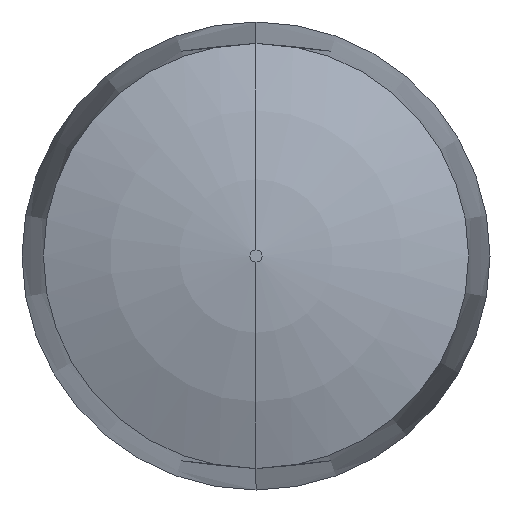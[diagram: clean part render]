
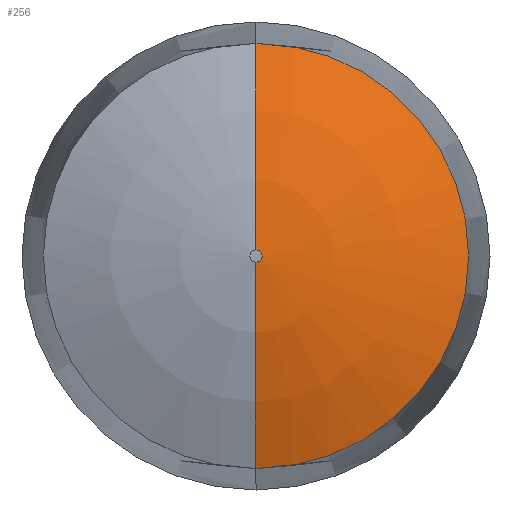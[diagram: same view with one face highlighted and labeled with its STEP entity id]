
A CAD part, left-side view. The second image highlights one B-rep face of the part: STEP entity #256.
In plain terms, the highlighted toroidal (fillet/blend) face has major radius 0.086 mm and minor radius 1.905 mm.
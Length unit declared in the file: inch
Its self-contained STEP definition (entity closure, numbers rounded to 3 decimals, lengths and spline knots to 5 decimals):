
#3 = VERTEX_POINT ( 'NONE', #234 ) ;
#124 = VERTEX_POINT ( 'NONE', #784 ) ;
#129 = CIRCLE ( 'NONE', #738, 0.00075 ) ;
#234 = CARTESIAN_POINT ( 'NONE',  ( -0.45459, 0., -0.02485 ) ) ;
#242 = CARTESIAN_POINT ( 'NONE',  ( -0.45459, 0., 0.02485 ) ) ;
#256 = ADVANCED_FACE ( 'NONE', ( #458 ), #765, .T. ) ;
#285 = CIRCLE ( 'NONE', #484, 0.075 ) ;
#458 = FACE_OUTER_BOUND ( 'NONE', #1188, .T. ) ;
#461 = DIRECTION ( 'NONE',  ( -1., 0., 0. ) ) ;
#463 = AXIS2_PLACEMENT_3D ( 'NONE', #941, #944, #945 ) ;
#484 = AXIS2_PLACEMENT_3D ( 'NONE', #901, #904, #908 ) ;
#506 = AXIS2_PLACEMENT_3D ( 'NONE', #851, #855, #860 ) ;
#517 = CARTESIAN_POINT ( 'NONE',  ( -0.46, 0., 0. ) ) ;
#520 = DIRECTION ( 'NONE',  ( -1., 0., 0. ) ) ;
#525 = DIRECTION ( 'NONE',  ( 0., 0., 1. ) ) ;
#650 = CARTESIAN_POINT ( 'NONE',  ( -0.46, 0., -0.00075 ) ) ;
#738 = AXIS2_PLACEMENT_3D ( 'NONE', #517, #520, #525 ) ;
#765 = TOROIDAL_SURFACE ( 'NONE', #790, -0.0034, 0.075 ) ;
#784 = CARTESIAN_POINT ( 'NONE',  ( -0.46, 0., 0.00075 ) ) ;
#790 = AXIS2_PLACEMENT_3D ( 'NONE', #1203, #461, #1286 ) ;
#791 = ORIENTED_EDGE ( 'NONE', *, *, #1379, .F. ) ;
#793 = VERTEX_POINT ( 'NONE', #242 ) ;
#850 = ORIENTED_EDGE ( 'NONE', *, *, #1071, .F. ) ;
#851 = CARTESIAN_POINT ( 'NONE',  ( -0.45459, 0., 0. ) ) ;
#853 = ORIENTED_EDGE ( 'NONE', *, *, #1329, .T. ) ;
#855 = DIRECTION ( 'NONE',  ( -1., 0., 0. ) ) ;
#860 = DIRECTION ( 'NONE',  ( 0., 0., 1. ) ) ;
#885 = ORIENTED_EDGE ( 'NONE', *, *, #1350, .T. ) ;
#901 = CARTESIAN_POINT ( 'NONE',  ( -0.38512, 0., -0.0034 ) ) ;
#904 = DIRECTION ( 'NONE',  ( 0., -1., 0. ) ) ;
#908 = DIRECTION ( 'NONE',  ( 0., 0., -1. ) ) ;
#941 = CARTESIAN_POINT ( 'NONE',  ( -0.38512, 0., 0.0034 ) ) ;
#944 = DIRECTION ( 'NONE',  ( 0., 1., 0. ) ) ;
#945 = DIRECTION ( 'NONE',  ( 0., 0., 1. ) ) ;
#1009 = CIRCLE ( 'NONE', #506, 0.02485 ) ;
#1071 = EDGE_CURVE ( 'NONE', #1216, #124, #129, .T. ) ;
#1188 = EDGE_LOOP ( 'NONE', ( #791, #853, #885, #850 ) ) ;
#1203 = CARTESIAN_POINT ( 'NONE',  ( -0.38512, 0., 0. ) ) ;
#1216 = VERTEX_POINT ( 'NONE', #650 ) ;
#1286 = DIRECTION ( 'NONE',  ( 0., 0., 1. ) ) ;
#1329 = EDGE_CURVE ( 'NONE', #3, #793, #1009, .T. ) ;
#1350 = EDGE_CURVE ( 'NONE', #793, #124, #285, .T. ) ;
#1379 = EDGE_CURVE ( 'NONE', #3, #1216, #1481, .T. ) ;
#1481 = CIRCLE ( 'NONE', #463, 0.075 ) ;
